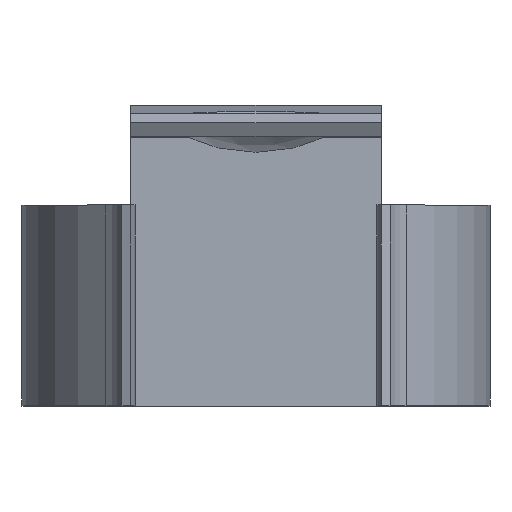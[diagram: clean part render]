
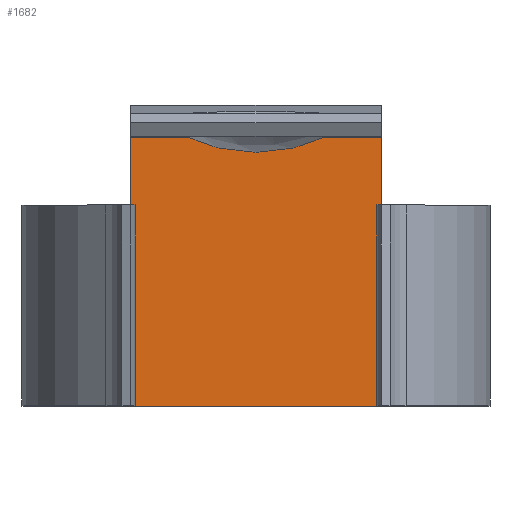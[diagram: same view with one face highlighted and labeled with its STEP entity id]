
A CAD part, top view. The second image highlights one B-rep face of the part: STEP entity #1682.
In plain terms, the highlighted planar face has unit normal (0, 0, 1).
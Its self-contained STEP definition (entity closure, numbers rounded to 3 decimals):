
#461=CARTESIAN_POINT('',(3.96,-4.76,0.305));
#462=VERTEX_POINT('',#461);
#480=CARTESIAN_POINT('',(3.96,1.59,0.305));
#481=VERTEX_POINT('',#480);
#489=CARTESIAN_POINT('',(3.96,1.59,0.305));
#490=DIRECTION('',(0.0,-1.0,0.0));
#491=VECTOR('',#490,6.35);
#492=LINE('',#489,#491);
#493=EDGE_CURVE('',#481,#462,#492,.T.);
#910=CARTESIAN_POINT('',(3.96,3.74,0.305));
#911=VERTEX_POINT('',#910);
#919=CARTESIAN_POINT('',(3.96,3.74,0.305));
#920=DIRECTION('',(0.0,-1.0,0.0));
#921=VECTOR('',#920,2.15);
#922=LINE('',#919,#921);
#923=EDGE_CURVE('',#911,#481,#922,.T.);
#933=CARTESIAN_POINT('',(-3.96,-4.76,0.305));
#934=VERTEX_POINT('',#933);
#944=CARTESIAN_POINT('',(-3.96,1.59,0.305));
#945=VERTEX_POINT('',#944);
#946=CARTESIAN_POINT('',(-3.96,-4.76,0.305));
#947=DIRECTION('',(0.0,1.0,0.0));
#948=VECTOR('',#947,6.35);
#949=LINE('',#946,#948);
#950=EDGE_CURVE('',#934,#945,#949,.T.);
#1557=CARTESIAN_POINT('',(-3.96,3.74,0.305));
#1558=VERTEX_POINT('',#1557);
#1559=CARTESIAN_POINT('',(-3.96,1.59,0.305));
#1560=DIRECTION('',(0.0,1.0,0.0));
#1561=VECTOR('',#1560,2.15);
#1562=LINE('',#1559,#1561);
#1563=EDGE_CURVE('',#945,#1558,#1562,.T.);
#1644=CARTESIAN_POINT('',(-3.96,-4.76,0.305));
#1645=DIRECTION('',(1.0,0.0,0.0));
#1646=VECTOR('',#1645,7.92);
#1647=LINE('',#1644,#1646);
#1648=EDGE_CURVE('',#934,#462,#1647,.T.);
#1664=CARTESIAN_POINT('',(0.0,3.74,0.305));
#1665=DIRECTION('',(0.0,0.0,1.0));
#1666=DIRECTION('',(0.0,-1.0,0.0));
#1667=AXIS2_PLACEMENT_3D('',#1664,#1665,#1666);
#1668=PLANE('',#1667);
#1669=ORIENTED_EDGE('',*,*,#1648,.T.);
#1670=ORIENTED_EDGE('',*,*,#493,.F.);
#1671=ORIENTED_EDGE('',*,*,#923,.F.);
#1672=CARTESIAN_POINT('',(-3.96,3.74,0.305));
#1673=DIRECTION('',(1.0,0.0,0.0));
#1674=VECTOR('',#1673,7.92);
#1675=LINE('',#1672,#1674);
#1676=EDGE_CURVE('',#1558,#911,#1675,.T.);
#1677=ORIENTED_EDGE('',*,*,#1676,.F.);
#1678=ORIENTED_EDGE('',*,*,#1563,.F.);
#1679=ORIENTED_EDGE('',*,*,#950,.F.);
#1680=EDGE_LOOP('',(#1669,#1670,#1671,#1677,#1678,#1679));
#1681=FACE_OUTER_BOUND('',#1680,.T.);
#1682=ADVANCED_FACE('',(#1681),#1668,.T.);
